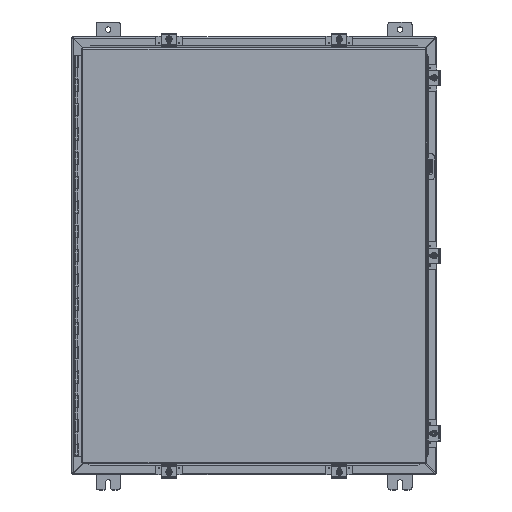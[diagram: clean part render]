
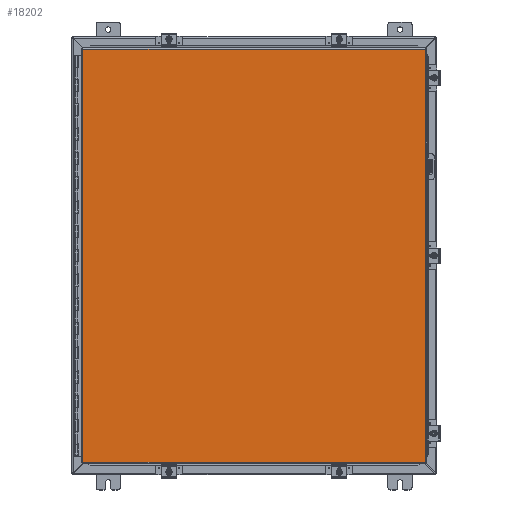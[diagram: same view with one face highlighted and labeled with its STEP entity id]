
A CAD part, top view. The second image highlights one B-rep face of the part: STEP entity #18202.
In plain terms, the highlighted face is planar.
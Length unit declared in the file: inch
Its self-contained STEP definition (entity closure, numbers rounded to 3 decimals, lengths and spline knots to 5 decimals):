
#51 = VERTEX_POINT ( 'NONE', #12720 ) ;
#356 = AXIS2_PLACEMENT_3D ( 'NONE', #41236, #41295, #41343 ) ;
#366 = DIRECTION ( 'NONE',  ( 1., 0., 0. ) ) ;
#655 = EDGE_CURVE ( 'NONE', #1711, #51, #9553, .T. ) ;
#1711 = VERTEX_POINT ( 'NONE', #4620 ) ;
#2487 = CARTESIAN_POINT ( 'NONE',  ( -14.08225, -16.9885, 0. ) ) ;
#3335 = CARTESIAN_POINT ( 'NONE',  ( -14.08225, 16.9885, 0. ) ) ;
#3483 = EDGE_CURVE ( 'NONE', #51, #29178, #37267, .T. ) ;
#4620 = CARTESIAN_POINT ( 'NONE',  ( -14.08225, -16.9885, 0. ) ) ;
#4964 = VECTOR ( 'NONE', #19129, 39.37008 ) ;
#6012 = EDGE_CURVE ( 'NONE', #24755, #1711, #25640, .T. ) ;
#7912 = EDGE_CURVE ( 'NONE', #29178, #24755, #20843, .T. ) ;
#9553 = LINE ( 'NONE', #2487, #43707 ) ;
#12720 = CARTESIAN_POINT ( 'NONE',  ( -14.08225, 16.9885, 0. ) ) ;
#13475 = ORIENTED_EDGE ( 'NONE', *, *, #655, .T. ) ;
#18202 = ADVANCED_FACE ( 'NONE', ( #33227 ), #40566, .F. ) ;
#18889 = CARTESIAN_POINT ( 'NONE',  ( 14.08225, -16.9885, 0. ) ) ;
#18893 = ORIENTED_EDGE ( 'NONE', *, *, #6012, .T. ) ;
#19129 = DIRECTION ( 'NONE',  ( -1., 0., 0. ) ) ;
#19822 = CARTESIAN_POINT ( 'NONE',  ( 14.08225, 16.9885, 0. ) ) ;
#20629 = VECTOR ( 'NONE', #43838, 39.37008 ) ;
#20843 = LINE ( 'NONE', #19822, #20629 ) ;
#23275 = CARTESIAN_POINT ( 'NONE',  ( 14.08225, 16.9885, 0. ) ) ;
#24755 = VERTEX_POINT ( 'NONE', #34008 ) ;
#25640 = LINE ( 'NONE', #18889, #4964 ) ;
#27669 = ORIENTED_EDGE ( 'NONE', *, *, #7912, .T. ) ;
#29178 = VERTEX_POINT ( 'NONE', #23275 ) ;
#30019 = ORIENTED_EDGE ( 'NONE', *, *, #3483, .T. ) ;
#33227 = FACE_OUTER_BOUND ( 'NONE', #38305, .T. ) ;
#33374 = DIRECTION ( 'NONE',  ( 0., 1., 0. ) ) ;
#34008 = CARTESIAN_POINT ( 'NONE',  ( 14.08225, -16.9885, 0. ) ) ;
#36809 = VECTOR ( 'NONE', #366, 39.37008 ) ;
#37267 = LINE ( 'NONE', #3335, #36809 ) ;
#38305 = EDGE_LOOP ( 'NONE', ( #13475, #30019, #27669, #18893 ) ) ;
#40566 = PLANE ( 'NONE',  #356 ) ;
#41236 = CARTESIAN_POINT ( 'NONE',  ( 0., 0., 0. ) ) ;
#41295 = DIRECTION ( 'NONE',  ( 0., 0., 1. ) ) ;
#41343 = DIRECTION ( 'NONE',  ( 1., 0., 0. ) ) ;
#43707 = VECTOR ( 'NONE', #33374, 39.37008 ) ;
#43838 = DIRECTION ( 'NONE',  ( 0., -1., 0. ) ) ;
